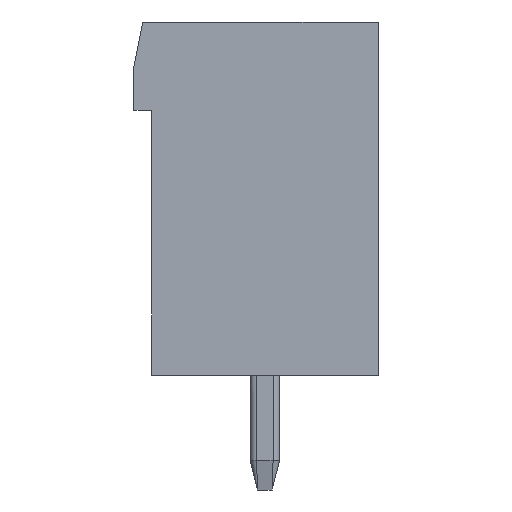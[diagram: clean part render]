
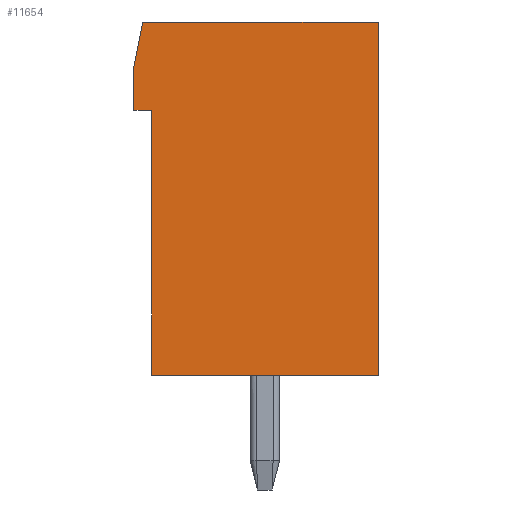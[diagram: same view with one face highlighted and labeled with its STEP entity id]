
A CAD part, left-side view. The second image highlights one B-rep face of the part: STEP entity #11654.
In plain terms, the highlighted planar face has unit normal (-1, 0, 0).
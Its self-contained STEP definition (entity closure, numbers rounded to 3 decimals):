
#747=CARTESIAN_POINT('',(-30.48,3.85,-4.5));
#748=VERTEX_POINT('',#747);
#749=CARTESIAN_POINT('',(-30.48,3.85,4.5));
#750=VERTEX_POINT('',#749);
#751=CARTESIAN_POINT('',(-30.48,3.85,-4.5));
#752=DIRECTION('',(0.,0.,1.));
#753=VECTOR('',#752,9.);
#754=LINE('',#751,#753);
#755=EDGE_CURVE('',#748,#750,#754,.T.);
#1741=CARTESIAN_POINT('',(-30.48,4.45,4.5));
#1742=VERTEX_POINT('',#1741);
#1743=CARTESIAN_POINT('',(-30.48,3.85,4.5));
#1744=DIRECTION('',(0.,1.,0.));
#1745=VECTOR('',#1744,0.6);
#1746=LINE('',#1743,#1745);
#1747=EDGE_CURVE('',#750,#1742,#1746,.T.);
#11067=CARTESIAN_POINT('',(-30.48,-3.85,-4.5));
#11068=VERTEX_POINT('',#11067);
#11075=CARTESIAN_POINT('',(-30.48,-3.85,-4.5));
#11076=DIRECTION('',(0.,1.,0.));
#11077=VECTOR('',#11076,7.7);
#11078=LINE('',#11075,#11077);
#11079=EDGE_CURVE('',#11068,#748,#11078,.T.);
#11160=CARTESIAN_POINT('',(-30.48,-3.85,7.5));
#11161=VERTEX_POINT('',#11160);
#11162=CARTESIAN_POINT('',(-30.48,-3.85,7.5));
#11163=DIRECTION('',(0.,0.,-1.));
#11164=VECTOR('',#11163,12.);
#11165=LINE('',#11162,#11164);
#11166=EDGE_CURVE('',#11161,#11068,#11165,.T.);
#11621=CARTESIAN_POINT('',(-30.48,0.,0.));
#11622=DIRECTION('',(0.,0.,-1.));
#11623=DIRECTION('',(-1.,-0.,-0.));
#11624=AXIS2_PLACEMENT_3D('',#11621,#11623,#11622);
#11625=PLANE('',#11624);
#11626=ORIENTED_EDGE('',*,*,#11079,.F.);
#11627=ORIENTED_EDGE('',*,*,#11166,.F.);
#11628=CARTESIAN_POINT('',(-30.48,4.15,7.5));
#11629=VERTEX_POINT('',#11628);
#11630=CARTESIAN_POINT('',(-30.48,-3.85,7.5));
#11631=DIRECTION('',(0.,1.,0.));
#11632=VECTOR('',#11631,8.);
#11633=LINE('',#11630,#11632);
#11634=EDGE_CURVE('',#11161,#11629,#11633,.T.);
#11635=ORIENTED_EDGE('',*,*,#11634,.T.);
#11636=CARTESIAN_POINT('',(-30.48,4.45,6.));
#11637=VERTEX_POINT('',#11636);
#11638=CARTESIAN_POINT('',(-30.48,4.15,7.5));
#11639=DIRECTION('',(0.,0.196,-0.981));
#11640=VECTOR('',#11639,1.53);
#11641=LINE('',#11638,#11640);
#11642=EDGE_CURVE('',#11629,#11637,#11641,.T.);
#11643=ORIENTED_EDGE('',*,*,#11642,.T.);
#11644=CARTESIAN_POINT('',(-30.48,4.45,6.));
#11645=DIRECTION('',(0.,0.,-1.));
#11646=VECTOR('',#11645,1.5);
#11647=LINE('',#11644,#11646);
#11648=EDGE_CURVE('',#11637,#1742,#11647,.T.);
#11649=ORIENTED_EDGE('',*,*,#11648,.T.);
#11650=ORIENTED_EDGE('',*,*,#1747,.F.);
#11651=ORIENTED_EDGE('',*,*,#755,.F.);
#11652=EDGE_LOOP('',(#11626,#11627,#11635,#11643,#11649,#11650,#11651));
#11653=FACE_OUTER_BOUND('',#11652,.T.);
#11654=ADVANCED_FACE('',(#11653),#11625,.T.);
